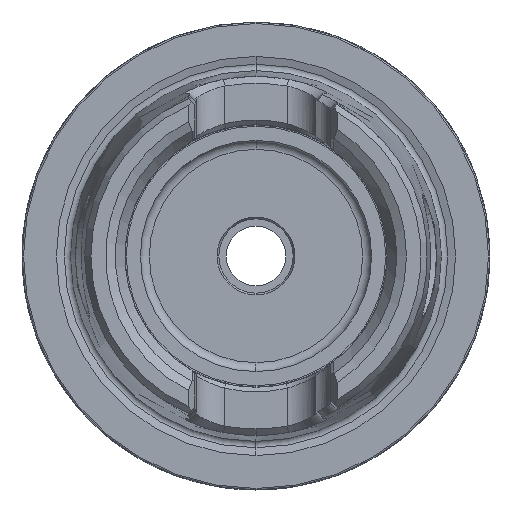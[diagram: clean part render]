
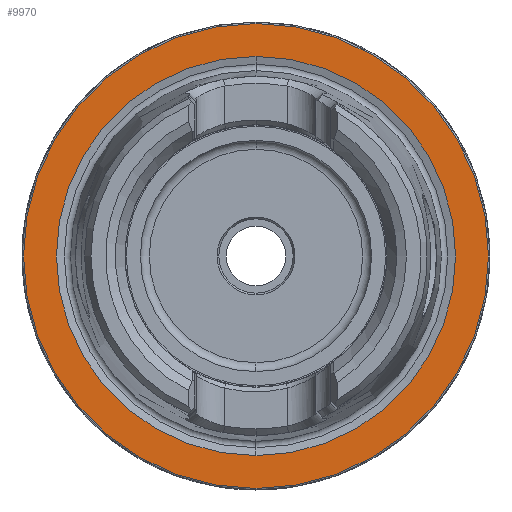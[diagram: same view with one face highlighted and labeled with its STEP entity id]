
A CAD part, left-side view. The second image highlights one B-rep face of the part: STEP entity #9970.
In plain terms, the highlighted planar face has unit normal (-1, 0, 0).
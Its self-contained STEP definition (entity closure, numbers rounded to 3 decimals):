
#328 = CARTESIAN_POINT ( 'NONE',  ( 0., 0., 0. ) ) ;
#1349 = DIRECTION ( 'NONE',  ( 0., 0., 1. ) ) ;
#1439 = AXIS2_PLACEMENT_3D ( 'NONE', #11490, #5527, #12507 ) ;
#2137 = PLANE ( 'NONE',  #8956 ) ;
#2166 = DIRECTION ( 'NONE',  ( -1., 0., 0. ) ) ;
#2244 = CIRCLE ( 'NONE', #5818, 26.85 ) ;
#2592 = ORIENTED_EDGE ( 'NONE', *, *, #10536, .F. ) ;
#2701 = EDGE_LOOP ( 'NONE', ( #8403, #2592 ) ) ;
#2820 = AXIS2_PLACEMENT_3D ( 'NONE', #328, #7369, #1349 ) ;
#3880 = CARTESIAN_POINT ( 'NONE',  ( 0., 0., 26.85 ) ) ;
#3975 = VERTEX_POINT ( 'NONE', #4142 ) ;
#4136 = VERTEX_POINT ( 'NONE', #4480 ) ;
#4142 = CARTESIAN_POINT ( 'NONE',  ( 0., 0., -31.275 ) ) ;
#4191 = DIRECTION ( 'NONE',  ( 1., 0., 0. ) ) ;
#4441 = EDGE_LOOP ( 'NONE', ( #10898, #9501 ) ) ;
#4480 = CARTESIAN_POINT ( 'NONE',  ( 0., 0., -26.85 ) ) ;
#4777 = CIRCLE ( 'NONE', #2820, 31.275 ) ;
#5389 = CARTESIAN_POINT ( 'NONE',  ( 0., 0., 0. ) ) ;
#5527 = DIRECTION ( 'NONE',  ( -1., 0., 0. ) ) ;
#5623 = VERTEX_POINT ( 'NONE', #9943 ) ;
#5818 = AXIS2_PLACEMENT_3D ( 'NONE', #5389, #12365, #6350 ) ;
#5975 = VERTEX_POINT ( 'NONE', #3880 ) ;
#6350 = DIRECTION ( 'NONE',  ( 0., 0., 1. ) ) ;
#6590 = EDGE_CURVE ( 'NONE', #5975, #4136, #2244, .T. ) ;
#7369 = DIRECTION ( 'NONE',  ( -1., 0., 0. ) ) ;
#8006 = EDGE_CURVE ( 'NONE', #3975, #5623, #4777, .T. ) ;
#8131 = CARTESIAN_POINT ( 'NONE',  ( 0., 31.275, 0. ) ) ;
#8160 = CARTESIAN_POINT ( 'NONE',  ( 0., 0., 0. ) ) ;
#8403 = ORIENTED_EDGE ( 'NONE', *, *, #6590, .F. ) ;
#8422 = AXIS2_PLACEMENT_3D ( 'NONE', #8160, #2166, #9188 ) ;
#8956 = AXIS2_PLACEMENT_3D ( 'NONE', #8131, #4191, #11170 ) ;
#9188 = DIRECTION ( 'NONE',  ( 0., 0., 1. ) ) ;
#9501 = ORIENTED_EDGE ( 'NONE', *, *, #8006, .T. ) ;
#9943 = CARTESIAN_POINT ( 'NONE',  ( 0., 0., 31.275 ) ) ;
#9970 = ADVANCED_FACE ( 'NONE', ( #12340, #10007 ), #2137, .F. ) ;
#10007 = FACE_OUTER_BOUND ( 'NONE', #4441, .T. ) ;
#10166 = CIRCLE ( 'NONE', #8422, 31.275 ) ;
#10367 = EDGE_CURVE ( 'NONE', #5623, #3975, #10166, .T. ) ;
#10536 = EDGE_CURVE ( 'NONE', #4136, #5975, #11541, .T. ) ;
#10898 = ORIENTED_EDGE ( 'NONE', *, *, #10367, .T. ) ;
#11170 = DIRECTION ( 'NONE',  ( 0., 0., -1. ) ) ;
#11490 = CARTESIAN_POINT ( 'NONE',  ( 0., 0., 0. ) ) ;
#11541 = CIRCLE ( 'NONE', #1439, 26.85 ) ;
#12340 = FACE_BOUND ( 'NONE', #2701, .T. ) ;
#12365 = DIRECTION ( 'NONE',  ( -1., 0., 0. ) ) ;
#12507 = DIRECTION ( 'NONE',  ( 0., 0., 1. ) ) ;
